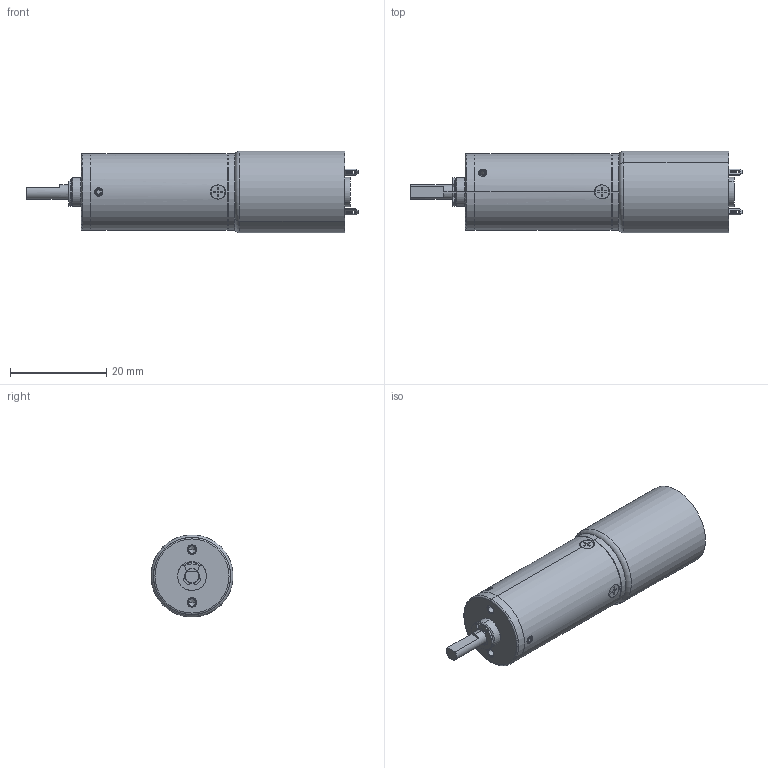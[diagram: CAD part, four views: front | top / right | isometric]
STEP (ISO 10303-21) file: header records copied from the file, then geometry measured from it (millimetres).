
FILE_DESCRIPTION((''),'2;1');
FILE_NAME('DM-16PMR130-20240706_ASM','2024-07-12T',('86157'),(''),'PRO/ENGINEER BY PARAMETRIC TECHNOLOGY CORPORATION, 2010280','PRO/ENGINEER BY PARAMETRIC TECHNOLOGY CORPORATION, 2010280','');
FILE_SCHEMA(('CONFIG_CONTROL_DESIGN'));
Length unit declared in the file: millimetre
Products named in the file (20): PRT0024; PRT0025; ASM0009_ASM_ASM; PRT0026; PRT0027; ASM0011_ASM_ASM; ASM0010_ASM_ASM; PRT0034; PRT0035; PRT0036; PRT0037; PRT0039; PRT0040; PRT0041; PRT0042; PRT0043; ASM0012_ASM_ASM; ASM0008_ASM_ASM; ASM0007_ASM_ASM; DM-16PMR130-20240706_ASM
Assembly tree (25 placements, depth 6):
  DM-16PMR130-20240706_ASM
    ASM0007_ASM_ASM
      ASM0008_ASM_ASM
        ASM0009_ASM_ASM
          PRT0024
          PRT0025
        ASM0010_ASM_ASM
          ASM0011_ASM_ASM
            PRT0026
            PRT0027
        PRT0034
        PRT0035
        PRT0036
        PRT0037  x3
        ASM0012_ASM_ASM
          PRT0039
          PRT0040
          PRT0041  x2
          PRT0042
          PRT0043  x4
Bounding box: 69 x 17.03 x 17.03 mm (x, y, z)
Volume: 8929.1 mm3; surface area: 8528.3 mm2
Topology: 19 solids, 27 shells, 1207 faces, 3360 edges, 2215 vertices
Faces by surface type: cylinder 473, plane 449, extrusion 120, cone 111, bspline 40, torus 14
Entity records: 40581 total; most frequent: CARTESIAN_POINT 13372, ORIENTED_EDGE 5672, DIRECTION 5651, EDGE_CURVE 2856, AXIS2_PLACEMENT_3D 2138, VERTEX_POINT 1882, VECTOR 1375, LINE 1255
